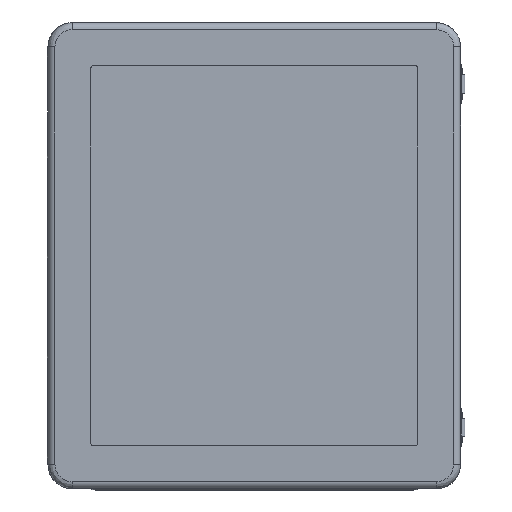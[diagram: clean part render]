
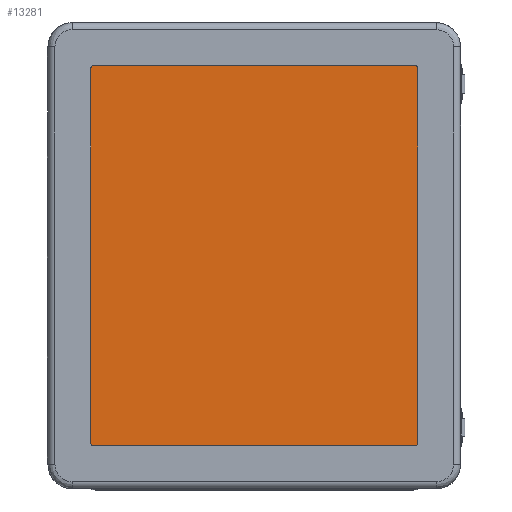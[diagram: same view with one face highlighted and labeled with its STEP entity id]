
A CAD part, top view. The second image highlights one B-rep face of the part: STEP entity #13281.
In plain terms, the highlighted planar face has unit normal (0, 0, 1).
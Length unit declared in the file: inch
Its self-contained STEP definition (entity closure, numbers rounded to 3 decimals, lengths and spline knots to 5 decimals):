
#352 = AXIS2_PLACEMENT_3D ( 'NONE', #64777, #36300, #14506 ) ;
#701 = AXIS2_PLACEMENT_3D ( 'NONE', #55960, #4968, #71960 ) ;
#3103 = PLANE ( 'NONE',  #57992 ) ;
#4051 = ORIENTED_EDGE ( 'NONE', *, *, #14872, .F. ) ;
#4295 = VERTEX_POINT ( 'NONE', #63546 ) ;
#4968 = DIRECTION ( 'NONE',  ( 0., 0., -1. ) ) ;
#5533 = ORIENTED_EDGE ( 'NONE', *, *, #22695, .F. ) ;
#5880 = LINE ( 'NONE', #21344, #64314 ) ;
#10400 = ORIENTED_EDGE ( 'NONE', *, *, #52079, .F. ) ;
#10660 = ORIENTED_EDGE ( 'NONE', *, *, #13353, .F. ) ;
#12396 = VERTEX_POINT ( 'NONE', #48438 ) ;
#13281 = ADVANCED_FACE ( 'NONE', ( #35187 ), #3103, .T. ) ;
#13353 = EDGE_CURVE ( 'NONE', #72071, #4295, #19194, .T. ) ;
#13373 = AXIS2_PLACEMENT_3D ( 'NONE', #32519, #38218, #15901 ) ;
#14506 = DIRECTION ( 'NONE',  ( -1., 0., 0. ) ) ;
#14872 = EDGE_CURVE ( 'NONE', #12396, #72071, #5880, .T. ) ;
#15091 = LINE ( 'NONE', #62017, #39900 ) ;
#15901 = DIRECTION ( 'NONE',  ( -1., 0., 0. ) ) ;
#17731 = DIRECTION ( 'NONE',  ( 1., 0., 0. ) ) ;
#18945 = CARTESIAN_POINT ( 'NONE',  ( 5.98999, -7., 0.20875 ) ) ;
#19194 = CIRCLE ( 'NONE', #13373, 0.125 ) ;
#20511 = CIRCLE ( 'NONE', #352, 0.125 ) ;
#20896 = VERTEX_POINT ( 'NONE', #65098 ) ;
#21344 = CARTESIAN_POINT ( 'NONE',  ( -6.13501, 7., 0.20875 ) ) ;
#22630 = VERTEX_POINT ( 'NONE', #40289 ) ;
#22695 = EDGE_CURVE ( 'NONE', #4295, #27373, #59546, .T. ) ;
#22715 = CARTESIAN_POINT ( 'NONE',  ( -6.13501, 7., 0.20875 ) ) ;
#22724 = CARTESIAN_POINT ( 'NONE',  ( 5.98999, 7.125, 0.20875 ) ) ;
#23089 = EDGE_CURVE ( 'NONE', #62232, #20896, #15091, .T. ) ;
#27373 = VERTEX_POINT ( 'NONE', #45390 ) ;
#27504 = DIRECTION ( 'NONE',  ( 0., 1., 0. ) ) ;
#27559 = DIRECTION ( 'NONE',  ( 0., 0., 1. ) ) ;
#31257 = EDGE_CURVE ( 'NONE', #27373, #62232, #60604, .T. ) ;
#31748 = EDGE_CURVE ( 'NONE', #20896, #50752, #62452, .T. ) ;
#32519 = CARTESIAN_POINT ( 'NONE',  ( -6.01001, 7., 0.20875 ) ) ;
#32772 = DIRECTION ( 'NONE',  ( 1., 0., 0. ) ) ;
#33609 = LINE ( 'NONE', #64286, #57586 ) ;
#35151 = ORIENTED_EDGE ( 'NONE', *, *, #69948, .F. ) ;
#35187 = FACE_OUTER_BOUND ( 'NONE', #73320, .T. ) ;
#36300 = DIRECTION ( 'NONE',  ( 0., 0., -1. ) ) ;
#38218 = DIRECTION ( 'NONE',  ( 0., 0., -1. ) ) ;
#39900 = VECTOR ( 'NONE', #39958, 39.37008 ) ;
#39958 = DIRECTION ( 'NONE',  ( 0., -1., 0. ) ) ;
#40083 = AXIS2_PLACEMENT_3D ( 'NONE', #18945, #58620, #64294 ) ;
#40289 = CARTESIAN_POINT ( 'NONE',  ( -6.01001, -7.125, 0.20875 ) ) ;
#40965 = CARTESIAN_POINT ( 'NONE',  ( 6.11499, 7., 0.20875 ) ) ;
#44482 = VECTOR ( 'NONE', #17731, 39.37008 ) ;
#45390 = CARTESIAN_POINT ( 'NONE',  ( 5.98999, 7.125, 0.20875 ) ) ;
#48438 = CARTESIAN_POINT ( 'NONE',  ( -6.13501, -7., 0.20875 ) ) ;
#48530 = ORIENTED_EDGE ( 'NONE', *, *, #31257, .F. ) ;
#49754 = ORIENTED_EDGE ( 'NONE', *, *, #23089, .F. ) ;
#50752 = VERTEX_POINT ( 'NONE', #64419 ) ;
#52079 = EDGE_CURVE ( 'NONE', #22630, #12396, #20511, .T. ) ;
#55960 = CARTESIAN_POINT ( 'NONE',  ( 5.98999, 7., 0.20875 ) ) ;
#57586 = VECTOR ( 'NONE', #58875, 39.37008 ) ;
#57992 = AXIS2_PLACEMENT_3D ( 'NONE', #60048, #27559, #32772 ) ;
#58620 = DIRECTION ( 'NONE',  ( 0., 0., -1. ) ) ;
#58875 = DIRECTION ( 'NONE',  ( -1., 0., 0. ) ) ;
#59546 = LINE ( 'NONE', #22724, #44482 ) ;
#60048 = CARTESIAN_POINT ( 'NONE',  ( -0.01001, 0., 0.20875 ) ) ;
#60604 = CIRCLE ( 'NONE', #701, 0.125 ) ;
#61080 = ORIENTED_EDGE ( 'NONE', *, *, #31748, .F. ) ;
#62017 = CARTESIAN_POINT ( 'NONE',  ( 6.11499, -7., 0.20875 ) ) ;
#62232 = VERTEX_POINT ( 'NONE', #40965 ) ;
#62452 = CIRCLE ( 'NONE', #40083, 0.125 ) ;
#63546 = CARTESIAN_POINT ( 'NONE',  ( -6.01001, 7.125, 0.20875 ) ) ;
#64286 = CARTESIAN_POINT ( 'NONE',  ( -6.01001, -7.125, 0.20875 ) ) ;
#64294 = DIRECTION ( 'NONE',  ( -1., 0., 0. ) ) ;
#64314 = VECTOR ( 'NONE', #27504, 39.37008 ) ;
#64419 = CARTESIAN_POINT ( 'NONE',  ( 5.98999, -7.125, 0.20875 ) ) ;
#64777 = CARTESIAN_POINT ( 'NONE',  ( -6.01001, -7., 0.20875 ) ) ;
#65098 = CARTESIAN_POINT ( 'NONE',  ( 6.11499, -7., 0.20875 ) ) ;
#69948 = EDGE_CURVE ( 'NONE', #50752, #22630, #33609, .T. ) ;
#71960 = DIRECTION ( 'NONE',  ( -1., 0., 0. ) ) ;
#72071 = VERTEX_POINT ( 'NONE', #22715 ) ;
#73320 = EDGE_LOOP ( 'NONE', ( #49754, #48530, #5533, #10660, #4051, #10400, #35151, #61080 ) ) ;
